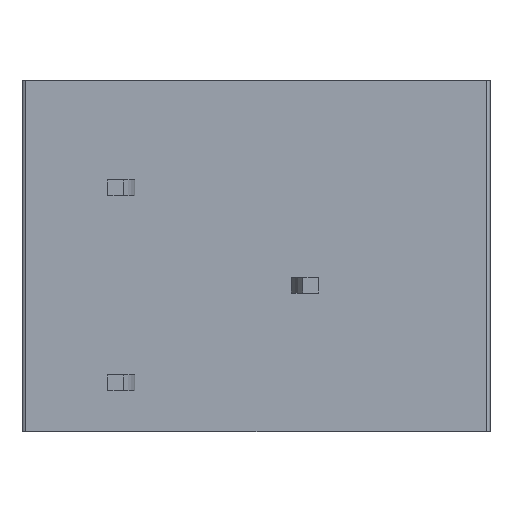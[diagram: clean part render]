
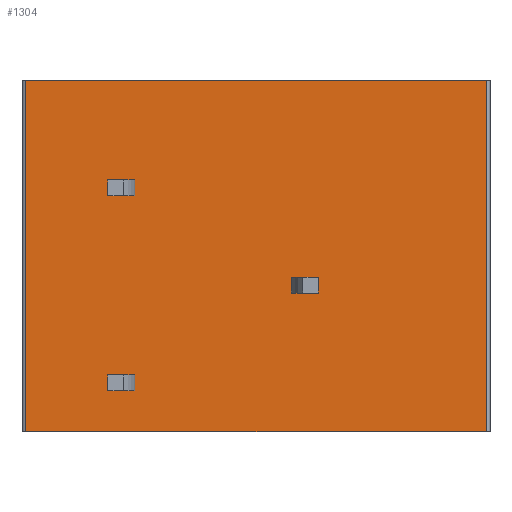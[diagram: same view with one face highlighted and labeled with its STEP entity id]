
A CAD part, front view. The second image highlights one B-rep face of the part: STEP entity #1304.
In plain terms, the highlighted planar face has unit normal (0, -1, 0).
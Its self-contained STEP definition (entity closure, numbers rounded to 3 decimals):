
#42=DIRECTION('',(1.,0.,0.));
#43=VECTOR('',#42,11.8);
#44=CARTESIAN_POINT('',(-5.9,-5.75,-6.25));
#45=LINE('',#44,#43);
#63=DIRECTION('',(0.,0.,-1.));
#64=VECTOR('',#63,9.);
#65=CARTESIAN_POINT('',(5.9,-5.75,2.75));
#66=LINE('',#65,#64);
#67=DIRECTION('',(0.,0.,-1.));
#68=VECTOR('',#67,9.);
#69=CARTESIAN_POINT('',(-5.9,-5.75,2.75));
#70=LINE('',#69,#68);
#71=DIRECTION('',(1.,0.,0.));
#72=VECTOR('',#71,0.4);
#73=CARTESIAN_POINT('',(-3.8,-5.75,-0.2));
#74=LINE('',#73,#72);
#75=DIRECTION('',(0.,0.,1.));
#76=VECTOR('',#75,0.4);
#77=CARTESIAN_POINT('',(-3.4,-5.75,-0.2));
#78=LINE('',#77,#76);
#79=DIRECTION('',(1.,0.,0.));
#80=VECTOR('',#79,0.4);
#81=CARTESIAN_POINT('',(-3.8,-5.75,0.2));
#82=LINE('',#81,#80);
#83=DIRECTION('',(0.,0.,1.));
#84=VECTOR('',#83,0.4);
#85=CARTESIAN_POINT('',(-3.8,-5.75,-0.2));
#86=LINE('',#85,#84);
#87=DIRECTION('',(1.,0.,0.));
#88=VECTOR('',#87,0.4);
#89=CARTESIAN_POINT('',(-3.8,-5.75,-5.2));
#90=LINE('',#89,#88);
#91=DIRECTION('',(0.,0.,1.));
#92=VECTOR('',#91,0.4);
#93=CARTESIAN_POINT('',(-3.4,-5.75,-5.2));
#94=LINE('',#93,#92);
#95=DIRECTION('',(1.,0.,0.));
#96=VECTOR('',#95,0.4);
#97=CARTESIAN_POINT('',(-3.8,-5.75,-4.8));
#98=LINE('',#97,#96);
#99=DIRECTION('',(0.,0.,1.));
#100=VECTOR('',#99,0.4);
#101=CARTESIAN_POINT('',(-3.8,-5.75,-5.2));
#102=LINE('',#101,#100);
#103=DIRECTION('',(1.,0.,0.));
#104=VECTOR('',#103,0.4);
#105=CARTESIAN_POINT('',(1.2,-5.75,-2.7));
#106=LINE('',#105,#104);
#107=DIRECTION('',(0.,0.,1.));
#108=VECTOR('',#107,0.4);
#109=CARTESIAN_POINT('',(1.6,-5.75,-2.7));
#110=LINE('',#109,#108);
#111=DIRECTION('',(1.,0.,0.));
#112=VECTOR('',#111,0.4);
#113=CARTESIAN_POINT('',(1.2,-5.75,-2.3));
#114=LINE('',#113,#112);
#115=DIRECTION('',(0.,0.,1.));
#116=VECTOR('',#115,0.4);
#117=CARTESIAN_POINT('',(1.2,-5.75,-2.7));
#118=LINE('',#117,#116);
#149=DIRECTION('',(1.,0.,0.));
#150=VECTOR('',#149,11.8);
#151=CARTESIAN_POINT('',(-5.9,-5.75,2.75));
#152=LINE('',#151,#150);
#967=CARTESIAN_POINT('',(5.9,-5.75,-6.25));
#969=VERTEX_POINT('',#967);
#970=CARTESIAN_POINT('',(5.9,-5.75,2.75));
#971=VERTEX_POINT('',#970);
#998=CARTESIAN_POINT('',(-5.9,-5.75,-6.25));
#1000=VERTEX_POINT('',#998);
#1004=CARTESIAN_POINT('',(-5.9,-5.75,2.75));
#1005=VERTEX_POINT('',#1004);
#1030=CARTESIAN_POINT('',(-3.8,-5.75,-0.2));
#1031=CARTESIAN_POINT('',(-3.4,-5.75,-0.2));
#1032=VERTEX_POINT('',#1030);
#1033=VERTEX_POINT('',#1031);
#1034=CARTESIAN_POINT('',(-3.8,-5.75,0.2));
#1035=CARTESIAN_POINT('',(-3.4,-5.75,0.2));
#1036=VERTEX_POINT('',#1034);
#1037=VERTEX_POINT('',#1035);
#1062=CARTESIAN_POINT('',(1.2,-5.75,-2.7));
#1063=CARTESIAN_POINT('',(1.6,-5.75,-2.7));
#1064=VERTEX_POINT('',#1062);
#1065=VERTEX_POINT('',#1063);
#1066=CARTESIAN_POINT('',(1.2,-5.75,-2.3));
#1067=CARTESIAN_POINT('',(1.6,-5.75,-2.3));
#1068=VERTEX_POINT('',#1066);
#1069=VERTEX_POINT('',#1067);
#1178=CARTESIAN_POINT('',(-3.8,-5.75,-5.2));
#1179=CARTESIAN_POINT('',(-3.4,-5.75,-5.2));
#1180=VERTEX_POINT('',#1178);
#1181=VERTEX_POINT('',#1179);
#1182=CARTESIAN_POINT('',(-3.8,-5.75,-4.8));
#1183=CARTESIAN_POINT('',(-3.4,-5.75,-4.8));
#1184=VERTEX_POINT('',#1182);
#1185=VERTEX_POINT('',#1183);
#1261=CARTESIAN_POINT('',(-6.,-5.75,-6.25));
#1262=DIRECTION('',(0.,-1.,0.));
#1263=DIRECTION('',(1.,0.,0.));
#1264=AXIS2_PLACEMENT_3D('',#1261,#1262,#1263);
#1265=PLANE('',#1264);
#1266=ORIENTED_EDGE('',*,*,#1253,.T.);
#1267=ORIENTED_EDGE('',*,*,#1209,.F.);
#1269=ORIENTED_EDGE('',*,*,#1268,.F.);
#1271=ORIENTED_EDGE('',*,*,#1270,.T.);
#1272=EDGE_LOOP('',(#1266,#1267,#1269,#1271));
#1273=FACE_OUTER_BOUND('',#1272,.F.);
#1275=ORIENTED_EDGE('',*,*,#1274,.T.);
#1277=ORIENTED_EDGE('',*,*,#1276,.T.);
#1279=ORIENTED_EDGE('',*,*,#1278,.F.);
#1281=ORIENTED_EDGE('',*,*,#1280,.F.);
#1282=EDGE_LOOP('',(#1275,#1277,#1279,#1281));
#1283=FACE_BOUND('',#1282,.F.);
#1285=ORIENTED_EDGE('',*,*,#1284,.T.);
#1287=ORIENTED_EDGE('',*,*,#1286,.T.);
#1289=ORIENTED_EDGE('',*,*,#1288,.F.);
#1291=ORIENTED_EDGE('',*,*,#1290,.F.);
#1292=EDGE_LOOP('',(#1285,#1287,#1289,#1291));
#1293=FACE_BOUND('',#1292,.F.);
#1295=ORIENTED_EDGE('',*,*,#1294,.T.);
#1297=ORIENTED_EDGE('',*,*,#1296,.T.);
#1299=ORIENTED_EDGE('',*,*,#1298,.F.);
#1301=ORIENTED_EDGE('',*,*,#1300,.F.);
#1302=EDGE_LOOP('',(#1295,#1297,#1299,#1301));
#1303=FACE_BOUND('',#1302,.F.);
#1304=ADVANCED_FACE('',(#1273,#1283,#1293,#1303),#1265,.T.);
#1209=EDGE_CURVE('',#1000,#969,#45,.T.);
#1253=EDGE_CURVE('',#971,#969,#66,.T.);
#1268=EDGE_CURVE('',#1005,#1000,#70,.T.);
#1270=EDGE_CURVE('',#1005,#971,#152,.T.);
#1274=EDGE_CURVE('',#1032,#1033,#74,.T.);
#1276=EDGE_CURVE('',#1033,#1037,#78,.T.);
#1278=EDGE_CURVE('',#1036,#1037,#82,.T.);
#1280=EDGE_CURVE('',#1032,#1036,#86,.T.);
#1284=EDGE_CURVE('',#1180,#1181,#90,.T.);
#1286=EDGE_CURVE('',#1181,#1185,#94,.T.);
#1288=EDGE_CURVE('',#1184,#1185,#98,.T.);
#1290=EDGE_CURVE('',#1180,#1184,#102,.T.);
#1294=EDGE_CURVE('',#1064,#1065,#106,.T.);
#1296=EDGE_CURVE('',#1065,#1069,#110,.T.);
#1298=EDGE_CURVE('',#1068,#1069,#114,.T.);
#1300=EDGE_CURVE('',#1064,#1068,#118,.T.);
